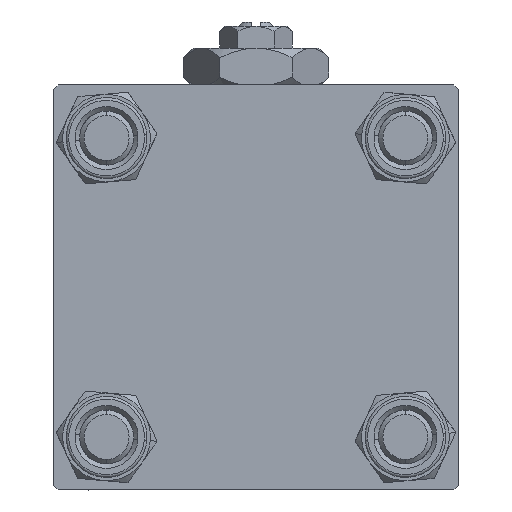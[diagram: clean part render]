
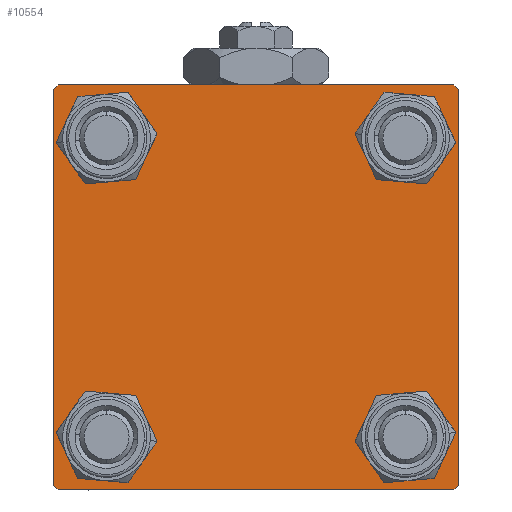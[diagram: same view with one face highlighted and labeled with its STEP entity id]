
A CAD part, left-side view. The second image highlights one B-rep face of the part: STEP entity #10554.
In plain terms, the highlighted planar face has unit normal (-1, 0, 0).
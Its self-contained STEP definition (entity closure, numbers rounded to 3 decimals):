
#102 = CARTESIAN_POINT ( 'NONE',  ( 0., -16.6, -16.6 ) ) ;
#150 = AXIS2_PLACEMENT_3D ( 'NONE', #50942, #51233, #46802 ) ;
#159 = ORIENTED_EDGE ( 'NONE', *, *, #41861, .T. ) ;
#171 = CARTESIAN_POINT ( 'NONE',  ( 0., -22.25, 22.25 ) ) ;
#382 = EDGE_LOOP ( 'NONE', ( #2418, #58400 ) ) ;
#460 = LINE ( 'NONE', #171, #54647 ) ;
#869 = EDGE_CURVE ( 'NONE', #16680, #45768, #44953, .T. ) ;
#930 = VECTOR ( 'NONE', #24067, 1000. ) ;
#1070 = DIRECTION ( 'NONE',  ( 1., 0., 0. ) ) ;
#1896 = ORIENTED_EDGE ( 'NONE', *, *, #42378, .T. ) ;
#2031 = CARTESIAN_POINT ( 'NONE',  ( 0., -22.25, -22.25 ) ) ;
#2418 = ORIENTED_EDGE ( 'NONE', *, *, #31703, .T. ) ;
#2951 = VECTOR ( 'NONE', #35380, 1000. ) ;
#4102 = CARTESIAN_POINT ( 'NONE',  ( 0., -22.5, -22. ) ) ;
#4310 = AXIS2_PLACEMENT_3D ( 'NONE', #102, #53983, #23791 ) ;
#4644 = CARTESIAN_POINT ( 'NONE',  ( 0., 22.5, 22.5 ) ) ;
#4811 = ORIENTED_EDGE ( 'NONE', *, *, #44757, .F. ) ;
#4880 = CIRCLE ( 'NONE', #150, 3.5 ) ;
#6260 = DIRECTION ( 'NONE',  ( 0., 0., 1. ) ) ;
#7146 = FACE_BOUND ( 'NONE', #382, .T. ) ;
#7886 = CIRCLE ( 'NONE', #54228, 3.5 ) ;
#8026 = FACE_BOUND ( 'NONE', #45756, .T. ) ;
#8147 = AXIS2_PLACEMENT_3D ( 'NONE', #15268, #1070, #19708 ) ;
#8912 = VECTOR ( 'NONE', #57956, 1000. ) ;
#9124 = DIRECTION ( 'NONE',  ( 0., 0., 1. ) ) ;
#10357 = CARTESIAN_POINT ( 'NONE',  ( 0., 22.5, -22. ) ) ;
#10554 = ADVANCED_FACE ( 'NONE', ( #8026, #16058, #7146, #51873, #47454 ), #29390, .T. ) ;
#11357 = VERTEX_POINT ( 'NONE', #26776 ) ;
#11421 = DIRECTION ( 'NONE',  ( 0., 0., 1. ) ) ;
#12879 = VERTEX_POINT ( 'NONE', #40193 ) ;
#12960 = VECTOR ( 'NONE', #25235, 1000. ) ;
#13476 = VERTEX_POINT ( 'NONE', #51357 ) ;
#13827 = CIRCLE ( 'NONE', #8147, 3.5 ) ;
#13886 = CARTESIAN_POINT ( 'NONE',  ( 0., 16.6, 13.1 ) ) ;
#14170 = CARTESIAN_POINT ( 'NONE',  ( 0., 16.6, -16.6 ) ) ;
#14315 = EDGE_CURVE ( 'NONE', #45768, #52000, #29679, .T. ) ;
#14911 = VERTEX_POINT ( 'NONE', #50300 ) ;
#14998 = DIRECTION ( 'NONE',  ( 1., 0., 0. ) ) ;
#15268 = CARTESIAN_POINT ( 'NONE',  ( 0., 16.6, 16.6 ) ) ;
#15448 = DIRECTION ( 'NONE',  ( 1., 0., 0. ) ) ;
#15591 = EDGE_LOOP ( 'NONE', ( #38609, #50155 ) ) ;
#15742 = CARTESIAN_POINT ( 'NONE',  ( 0., -16.6, -16.6 ) ) ;
#16058 = FACE_BOUND ( 'NONE', #15591, .T. ) ;
#16243 = LINE ( 'NONE', #2031, #23493 ) ;
#16680 = VERTEX_POINT ( 'NONE', #24027 ) ;
#16686 = LINE ( 'NONE', #53380, #42157 ) ;
#17057 = VERTEX_POINT ( 'NONE', #19802 ) ;
#17306 = LINE ( 'NONE', #43969, #2951 ) ;
#17853 = AXIS2_PLACEMENT_3D ( 'NONE', #47980, #43560, #57432 ) ;
#18575 = AXIS2_PLACEMENT_3D ( 'NONE', #40858, #45014, #32545 ) ;
#19371 = ORIENTED_EDGE ( 'NONE', *, *, #46472, .T. ) ;
#19708 = DIRECTION ( 'NONE',  ( 0., 0., 1. ) ) ;
#19802 = CARTESIAN_POINT ( 'NONE',  ( 0., 16.6, 20.1 ) ) ;
#21130 = EDGE_CURVE ( 'NONE', #45829, #11357, #33989, .T. ) ;
#22031 = ORIENTED_EDGE ( 'NONE', *, *, #26362, .T. ) ;
#22136 = EDGE_CURVE ( 'NONE', #13476, #16680, #55723, .T. ) ;
#22693 = VERTEX_POINT ( 'NONE', #4102 ) ;
#22708 = DIRECTION ( 'NONE',  ( 0., 0.707, 0.707 ) ) ;
#23493 = VECTOR ( 'NONE', #47915, 1000. ) ;
#23791 = DIRECTION ( 'NONE',  ( 0., 0., 1. ) ) ;
#24027 = CARTESIAN_POINT ( 'NONE',  ( 0., 22.5, 22. ) ) ;
#24067 = DIRECTION ( 'NONE',  ( 0., 0.707, -0.707 ) ) ;
#24122 = ORIENTED_EDGE ( 'NONE', *, *, #869, .T. ) ;
#24357 = AXIS2_PLACEMENT_3D ( 'NONE', #24941, #39152, #43014 ) ;
#24941 = CARTESIAN_POINT ( 'NONE',  ( 0., 0., 0. ) ) ;
#25235 = DIRECTION ( 'NONE',  ( 0., -0.707, -0.707 ) ) ;
#26362 = EDGE_CURVE ( 'NONE', #52000, #14911, #17306, .T. ) ;
#26776 = CARTESIAN_POINT ( 'NONE',  ( 0., -16.6, -20.1 ) ) ;
#27037 = VERTEX_POINT ( 'NONE', #36373 ) ;
#28351 = ORIENTED_EDGE ( 'NONE', *, *, #22136, .T. ) ;
#29390 = PLANE ( 'NONE',  #24357 ) ;
#29679 = LINE ( 'NONE', #47740, #12960 ) ;
#29859 = CIRCLE ( 'NONE', #4310, 3.5 ) ;
#31703 = EDGE_CURVE ( 'NONE', #35138, #53904, #4880, .T. ) ;
#32369 = DIRECTION ( 'NONE',  ( 0., 0., -1. ) ) ;
#32545 = DIRECTION ( 'NONE',  ( 0., 0., 1. ) ) ;
#32937 = CARTESIAN_POINT ( 'NONE',  ( 0., -22.5, 22.5 ) ) ;
#33073 = AXIS2_PLACEMENT_3D ( 'NONE', #55551, #14998, #11421 ) ;
#33989 = CIRCLE ( 'NONE', #37785, 3.5 ) ;
#34050 = EDGE_CURVE ( 'NONE', #53904, #35138, #7886, .T. ) ;
#35138 = VERTEX_POINT ( 'NONE', #57777 ) ;
#35380 = DIRECTION ( 'NONE',  ( 0., -1., 0. ) ) ;
#35918 = CIRCLE ( 'NONE', #33073, 3.5 ) ;
#36373 = CARTESIAN_POINT ( 'NONE',  ( 0., -22.5, 22. ) ) ;
#36589 = VECTOR ( 'NONE', #32369, 1000. ) ;
#36811 = LINE ( 'NONE', #32937, #36589 ) ;
#37785 = AXIS2_PLACEMENT_3D ( 'NONE', #15742, #15448, #6260 ) ;
#38141 = ORIENTED_EDGE ( 'NONE', *, *, #52334, .T. ) ;
#38609 = ORIENTED_EDGE ( 'NONE', *, *, #21130, .T. ) ;
#38813 = ORIENTED_EDGE ( 'NONE', *, *, #47932, .T. ) ;
#39000 = EDGE_LOOP ( 'NONE', ( #159, #43942 ) ) ;
#39056 = CARTESIAN_POINT ( 'NONE',  ( 0., 22., -22.5 ) ) ;
#39152 = DIRECTION ( 'NONE',  ( -1., 0., 0. ) ) ;
#39259 = EDGE_CURVE ( 'NONE', #13476, #40213, #16686, .T. ) ;
#40055 = EDGE_CURVE ( 'NONE', #11357, #45829, #29859, .T. ) ;
#40193 = CARTESIAN_POINT ( 'NONE',  ( 0., -16.6, 20.1 ) ) ;
#40213 = VERTEX_POINT ( 'NONE', #57174 ) ;
#40303 = ORIENTED_EDGE ( 'NONE', *, *, #39259, .F. ) ;
#40858 = CARTESIAN_POINT ( 'NONE',  ( 0., -16.6, 16.6 ) ) ;
#41253 = CARTESIAN_POINT ( 'NONE',  ( 0., 16.6, -20.1 ) ) ;
#41773 = CARTESIAN_POINT ( 'NONE',  ( 0., -16.6, -13.1 ) ) ;
#41861 = EDGE_CURVE ( 'NONE', #17057, #42399, #13827, .T. ) ;
#42157 = VECTOR ( 'NONE', #44235, 1000. ) ;
#42378 = EDGE_CURVE ( 'NONE', #12879, #46991, #46941, .T. ) ;
#42399 = VERTEX_POINT ( 'NONE', #13886 ) ;
#42626 = ORIENTED_EDGE ( 'NONE', *, *, #14315, .T. ) ;
#43014 = DIRECTION ( 'NONE',  ( 0., 0., 1. ) ) ;
#43560 = DIRECTION ( 'NONE',  ( 1., 0., 0. ) ) ;
#43942 = ORIENTED_EDGE ( 'NONE', *, *, #49877, .T. ) ;
#43969 = CARTESIAN_POINT ( 'NONE',  ( 0., 22.5, -22.5 ) ) ;
#44235 = DIRECTION ( 'NONE',  ( 0., -1., 0. ) ) ;
#44757 = EDGE_CURVE ( 'NONE', #27037, #22693, #36811, .T. ) ;
#44953 = LINE ( 'NONE', #4644, #8912 ) ;
#45014 = DIRECTION ( 'NONE',  ( 1., 0., 0. ) ) ;
#45304 = CIRCLE ( 'NONE', #17853, 3.5 ) ;
#45756 = EDGE_LOOP ( 'NONE', ( #1896, #38141 ) ) ;
#45768 = VERTEX_POINT ( 'NONE', #10357 ) ;
#45829 = VERTEX_POINT ( 'NONE', #41773 ) ;
#46472 = EDGE_CURVE ( 'NONE', #27037, #40213, #460, .T. ) ;
#46802 = DIRECTION ( 'NONE',  ( 0., 0., 1. ) ) ;
#46862 = CARTESIAN_POINT ( 'NONE',  ( 0., 22.25, 22.25 ) ) ;
#46941 = CIRCLE ( 'NONE', #18575, 3.5 ) ;
#46991 = VERTEX_POINT ( 'NONE', #54508 ) ;
#47454 = FACE_OUTER_BOUND ( 'NONE', #49599, .T. ) ;
#47740 = CARTESIAN_POINT ( 'NONE',  ( 0., 22.25, -22.25 ) ) ;
#47915 = DIRECTION ( 'NONE',  ( 0., -0.707, 0.707 ) ) ;
#47932 = EDGE_CURVE ( 'NONE', #14911, #22693, #16243, .T. ) ;
#47980 = CARTESIAN_POINT ( 'NONE',  ( 0., 16.6, 16.6 ) ) ;
#49599 = EDGE_LOOP ( 'NONE', ( #24122, #42626, #22031, #38813, #4811, #19371, #40303, #28351 ) ) ;
#49877 = EDGE_CURVE ( 'NONE', #42399, #17057, #45304, .T. ) ;
#50155 = ORIENTED_EDGE ( 'NONE', *, *, #40055, .T. ) ;
#50300 = CARTESIAN_POINT ( 'NONE',  ( 0., -22., -22.5 ) ) ;
#50942 = CARTESIAN_POINT ( 'NONE',  ( 0., 16.6, -16.6 ) ) ;
#51233 = DIRECTION ( 'NONE',  ( 1., 0., 0. ) ) ;
#51357 = CARTESIAN_POINT ( 'NONE',  ( 0., 22., 22.5 ) ) ;
#51873 = FACE_BOUND ( 'NONE', #39000, .T. ) ;
#52000 = VERTEX_POINT ( 'NONE', #39056 ) ;
#52334 = EDGE_CURVE ( 'NONE', #46991, #12879, #35918, .T. ) ;
#53380 = CARTESIAN_POINT ( 'NONE',  ( 0., 22.5, 22.5 ) ) ;
#53904 = VERTEX_POINT ( 'NONE', #41253 ) ;
#53983 = DIRECTION ( 'NONE',  ( 1., 0., 0. ) ) ;
#54228 = AXIS2_PLACEMENT_3D ( 'NONE', #14170, #54425, #9124 ) ;
#54425 = DIRECTION ( 'NONE',  ( 1., 0., 0. ) ) ;
#54508 = CARTESIAN_POINT ( 'NONE',  ( 0., -16.6, 13.1 ) ) ;
#54647 = VECTOR ( 'NONE', #22708, 1000. ) ;
#55551 = CARTESIAN_POINT ( 'NONE',  ( 0., -16.6, 16.6 ) ) ;
#55723 = LINE ( 'NONE', #46862, #930 ) ;
#57174 = CARTESIAN_POINT ( 'NONE',  ( 0., -22., 22.5 ) ) ;
#57432 = DIRECTION ( 'NONE',  ( 0., 0., 1. ) ) ;
#57777 = CARTESIAN_POINT ( 'NONE',  ( 0., 16.6, -13.1 ) ) ;
#57956 = DIRECTION ( 'NONE',  ( 0., 0., -1. ) ) ;
#58400 = ORIENTED_EDGE ( 'NONE', *, *, #34050, .T. ) ;
